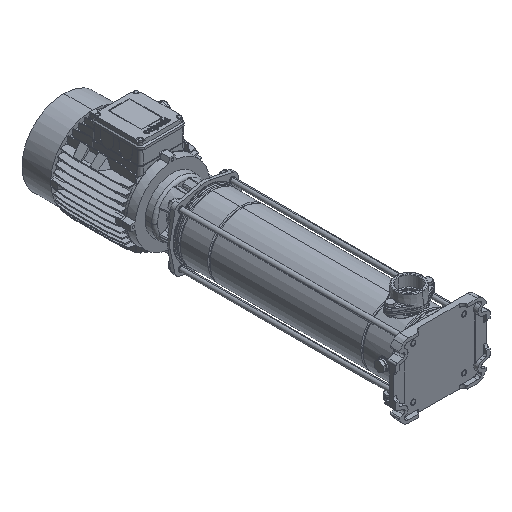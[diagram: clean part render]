
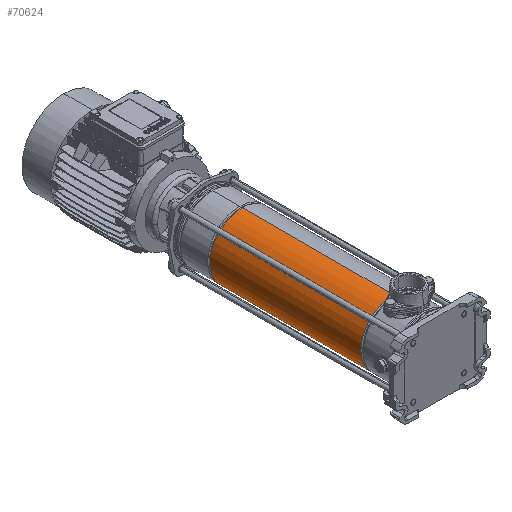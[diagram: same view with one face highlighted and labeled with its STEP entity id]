
A CAD part, isometric view. The second image highlights one B-rep face of the part: STEP entity #70624.
In plain terms, the highlighted cylindrical face has radius 85.9 mm (diameter 171.8 mm), a partial arc.
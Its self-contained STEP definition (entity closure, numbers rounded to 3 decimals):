
#766 = CARTESIAN_POINT ( 'NONE',  ( 0., 0., 93.897 ) ) ;
#2500 = AXIS2_PLACEMENT_3D ( 'NONE', #766, #17394, #18119 ) ;
#4512 = AXIS2_PLACEMENT_3D ( 'NONE', #9143, #60466, #60830 ) ;
#5365 = VERTEX_POINT ( 'NONE', #57478 ) ;
#6358 = VERTEX_POINT ( 'NONE', #46452 ) ;
#6371 = AXIS2_PLACEMENT_3D ( 'NONE', #30999, #53537, #43159 ) ;
#9143 = CARTESIAN_POINT ( 'NONE',  ( 0., 0., 0. ) ) ;
#10075 = VECTOR ( 'NONE', #41634, 1000. ) ;
#13705 = EDGE_LOOP ( 'NONE', ( #54602, #16159, #32285, #29968 ) ) ;
#14788 = VERTEX_POINT ( 'NONE', #30774 ) ;
#16159 = ORIENTED_EDGE ( 'NONE', *, *, #55769, .T. ) ;
#17394 = DIRECTION ( 'NONE',  ( 0., 0., -1. ) ) ;
#18119 = DIRECTION ( 'NONE',  ( -1., 0., 0. ) ) ;
#18795 = LINE ( 'NONE', #41261, #10075 ) ;
#20949 = CYLINDRICAL_SURFACE ( 'NONE', #4512, 85.9 ) ;
#26118 = LINE ( 'NONE', #48628, #60995 ) ;
#29968 = ORIENTED_EDGE ( 'NONE', *, *, #59019, .F. ) ;
#30774 = CARTESIAN_POINT ( 'NONE',  ( 85.9, 0., 495.103 ) ) ;
#30999 = CARTESIAN_POINT ( 'NONE',  ( 0., 0., 495.103 ) ) ;
#32285 = ORIENTED_EDGE ( 'NONE', *, *, #49329, .F. ) ;
#40009 = EDGE_CURVE ( 'NONE', #60002, #14788, #66522, .T. ) ;
#41261 = CARTESIAN_POINT ( 'NONE',  ( 85.9, 0., 0. ) ) ;
#41634 = DIRECTION ( 'NONE',  ( 0., 0., -1. ) ) ;
#43159 = DIRECTION ( 'NONE',  ( -1., 0., 0. ) ) ;
#46452 = CARTESIAN_POINT ( 'NONE',  ( 85.9, 0., 93.897 ) ) ;
#48628 = CARTESIAN_POINT ( 'NONE',  ( -85.9, 0., 0. ) ) ;
#49329 = EDGE_CURVE ( 'NONE', #5365, #6358, #57891, .T. ) ;
#53537 = DIRECTION ( 'NONE',  ( 0., 0., -1. ) ) ;
#54569 = DIRECTION ( 'NONE',  ( 0., 0., -1. ) ) ;
#54602 = ORIENTED_EDGE ( 'NONE', *, *, #40009, .T. ) ;
#55769 = EDGE_CURVE ( 'NONE', #14788, #6358, #18795, .T. ) ;
#57478 = CARTESIAN_POINT ( 'NONE',  ( -85.9, 0., 93.897 ) ) ;
#57891 = CIRCLE ( 'NONE', #2500, 85.9 ) ;
#59019 = EDGE_CURVE ( 'NONE', #60002, #5365, #26118, .T. ) ;
#60002 = VERTEX_POINT ( 'NONE', #67970 ) ;
#60466 = DIRECTION ( 'NONE',  ( 0., 0., -1. ) ) ;
#60830 = DIRECTION ( 'NONE',  ( -1., 0., 0. ) ) ;
#60995 = VECTOR ( 'NONE', #54569, 1000. ) ;
#64919 = FACE_OUTER_BOUND ( 'NONE', #13705, .T. ) ;
#66522 = CIRCLE ( 'NONE', #6371, 85.9 ) ;
#67970 = CARTESIAN_POINT ( 'NONE',  ( -85.9, 0., 495.103 ) ) ;
#70624 = ADVANCED_FACE ( 'NONE', ( #64919 ), #20949, .T. ) ;
